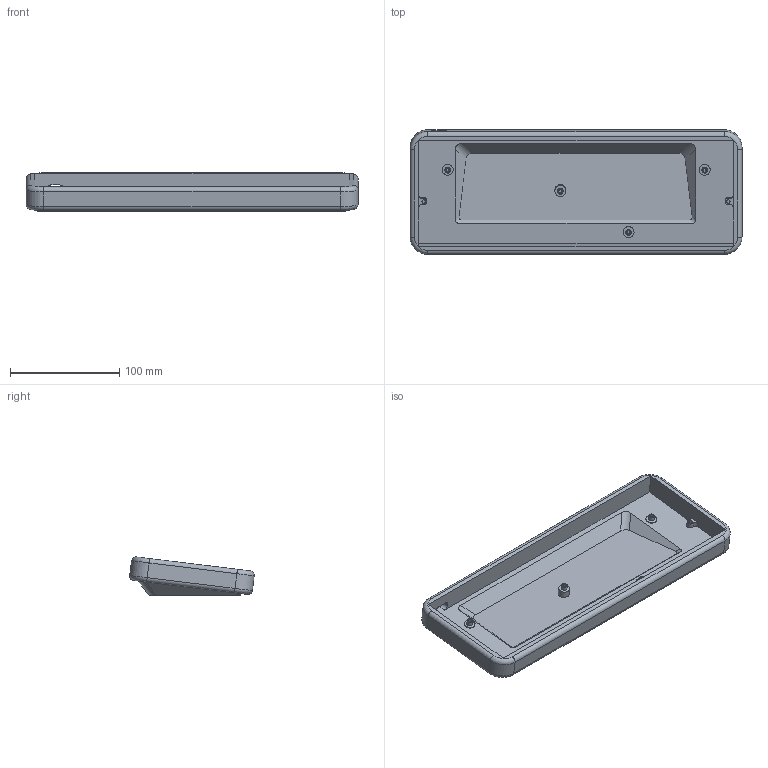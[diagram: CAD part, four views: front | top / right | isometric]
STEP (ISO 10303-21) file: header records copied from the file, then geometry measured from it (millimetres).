
FILE_DESCRIPTION(('HOOPS Exchange Step'),'2;1');
FILE_NAME('temp_export.step','2020-08-01T15:46:06+08:00',('mobile'),('Shapr3D Limited'),'HOOPS Exchange 2020.1','Shapr3D','Authorized');
FILE_SCHEMA( ('AP203_CONFIGURATION_CONTROLLED_3D_DESIGN_OF_MECHANICAL_PARTS_AND_ASSEMBLIES_MIM_LF') );
Length unit declared in the file: millimetre
Products named in the file (1): 实体  02
Bounding box: 303.38 x 113.79 x 34.86 mm (x, y, z)
Volume: 269645 mm3; surface area: 102336.2 mm2
Topology: 1 solids, 1 shells, 101 faces, 228 edges, 148 vertices
Faces by surface type: cylinder 49, plane 44, torus 8
Full cylindrical faces by diameter (mm): 3.2 x6, 5 x4, 10 x4, 20 x4
Entity records: 2916 total; most frequent: DIRECTION 540, CARTESIAN_POINT 514, ORIENTED_EDGE 456, EDGE_CURVE 228, AXIS2_PLACEMENT_3D 212, VERTEX_POINT 148, EDGE_LOOP 122, FACE_BOUND 122
